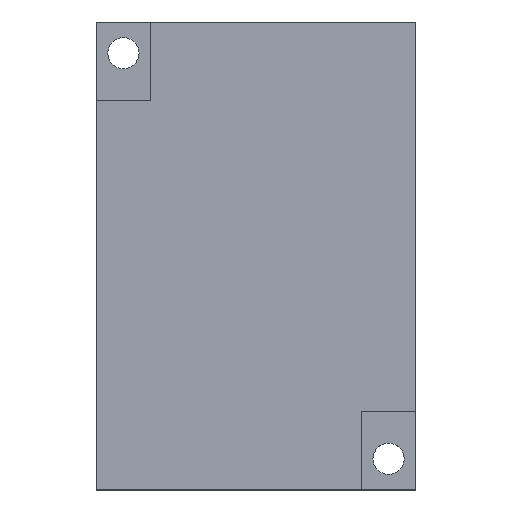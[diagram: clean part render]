
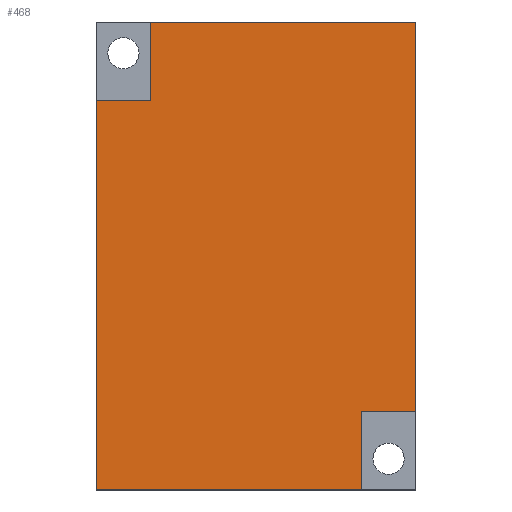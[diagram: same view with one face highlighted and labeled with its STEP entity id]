
A CAD part, top view. The second image highlights one B-rep face of the part: STEP entity #468.
In plain terms, the highlighted planar face has unit normal (0, 0, 1).
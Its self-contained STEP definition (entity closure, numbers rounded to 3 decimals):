
#3 = CARTESIAN_POINT ( 'NONE',  ( 13.513, -19.94, 7.9 ) ) ;
#13 = DIRECTION ( 'NONE',  ( 1., 0., 0. ) ) ;
#24 = ORIENTED_EDGE ( 'NONE', *, *, #183, .F. ) ;
#26 = VERTEX_POINT ( 'NONE', #427 ) ;
#28 = VECTOR ( 'NONE', #118, 1000. ) ;
#32 = ORIENTED_EDGE ( 'NONE', *, *, #72, .F. ) ;
#33 = EDGE_LOOP ( 'NONE', ( #32, #433, #410, #531, #24, #239, #237, #109 ) ) ;
#36 = PLANE ( 'NONE',  #115 ) ;
#47 = EDGE_CURVE ( 'NONE', #66, #373, #478, .T. ) ;
#59 = DIRECTION ( 'NONE',  ( 0., 0., 1. ) ) ;
#66 = VERTEX_POINT ( 'NONE', #150 ) ;
#70 = VERTEX_POINT ( 'NONE', #3 ) ;
#72 = EDGE_CURVE ( 'NONE', #70, #26, #386, .T. ) ;
#87 = CARTESIAN_POINT ( 'NONE',  ( -20.5, 30., 7.9 ) ) ;
#90 = EDGE_CURVE ( 'NONE', #521, #378, #268, .T. ) ;
#98 = CARTESIAN_POINT ( 'NONE',  ( -13.513, 30., 7.9 ) ) ;
#99 = LINE ( 'NONE', #374, #541 ) ;
#103 = CARTESIAN_POINT ( 'NONE',  ( 20.5, 30., 7.9 ) ) ;
#109 = ORIENTED_EDGE ( 'NONE', *, *, #296, .T. ) ;
#115 = AXIS2_PLACEMENT_3D ( 'NONE', #540, #59, #264 ) ;
#118 = DIRECTION ( 'NONE',  ( 0., 1., 0. ) ) ;
#130 = VECTOR ( 'NONE', #13, 1000. ) ;
#150 = CARTESIAN_POINT ( 'NONE',  ( -20.5, 19.94, 7.9 ) ) ;
#151 = LINE ( 'NONE', #208, #380 ) ;
#157 = LINE ( 'NONE', #500, #174 ) ;
#174 = VECTOR ( 'NONE', #188, 1000. ) ;
#176 = VECTOR ( 'NONE', #187, 1000. ) ;
#181 = EDGE_CURVE ( 'NONE', #378, #538, #285, .T. ) ;
#183 = EDGE_CURVE ( 'NONE', #373, #538, #499, .T. ) ;
#187 = DIRECTION ( 'NONE',  ( -1., 0., 0. ) ) ;
#188 = DIRECTION ( 'NONE',  ( 0., -1., 0. ) ) ;
#208 = CARTESIAN_POINT ( 'NONE',  ( -20.5, -30., 7.9 ) ) ;
#211 = CARTESIAN_POINT ( 'NONE',  ( 20.5, 30., 7.9 ) ) ;
#224 = FACE_OUTER_BOUND ( 'NONE', #33, .T. ) ;
#237 = ORIENTED_EDGE ( 'NONE', *, *, #389, .T. ) ;
#239 = ORIENTED_EDGE ( 'NONE', *, *, #47, .F. ) ;
#242 = DIRECTION ( 'NONE',  ( 0., -1., 0. ) ) ;
#254 = CARTESIAN_POINT ( 'NONE',  ( -20.5, 19.94, 7.9 ) ) ;
#255 = VECTOR ( 'NONE', #242, 1000. ) ;
#264 = DIRECTION ( 'NONE',  ( 1., 0., 0. ) ) ;
#268 = LINE ( 'NONE', #211, #28 ) ;
#285 = LINE ( 'NONE', #87, #176 ) ;
#286 = CARTESIAN_POINT ( 'NONE',  ( -20.5, -30., 7.9 ) ) ;
#296 = EDGE_CURVE ( 'NONE', #335, #26, #151, .T. ) ;
#319 = CARTESIAN_POINT ( 'NONE',  ( -13.513, 30., 7.9 ) ) ;
#322 = CARTESIAN_POINT ( 'NONE',  ( 13.513, -30., 7.9 ) ) ;
#323 = DIRECTION ( 'NONE',  ( -1., 0., 0. ) ) ;
#326 = CARTESIAN_POINT ( 'NONE',  ( 20.5, -19.94, 7.9 ) ) ;
#335 = VERTEX_POINT ( 'NONE', #286 ) ;
#373 = VERTEX_POINT ( 'NONE', #458 ) ;
#374 = CARTESIAN_POINT ( 'NONE',  ( 20.5, -19.94, 7.9 ) ) ;
#378 = VERTEX_POINT ( 'NONE', #103 ) ;
#380 = VECTOR ( 'NONE', #452, 1000. ) ;
#386 = LINE ( 'NONE', #322, #255 ) ;
#389 = EDGE_CURVE ( 'NONE', #66, #335, #157, .T. ) ;
#410 = ORIENTED_EDGE ( 'NONE', *, *, #90, .T. ) ;
#427 = CARTESIAN_POINT ( 'NONE',  ( 13.513, -30., 7.9 ) ) ;
#433 = ORIENTED_EDGE ( 'NONE', *, *, #487, .F. ) ;
#452 = DIRECTION ( 'NONE',  ( 1., 0., 0. ) ) ;
#458 = CARTESIAN_POINT ( 'NONE',  ( -13.513, 19.94, 7.9 ) ) ;
#468 = ADVANCED_FACE ( 'NONE', ( #224 ), #36, .T. ) ;
#478 = LINE ( 'NONE', #254, #130 ) ;
#487 = EDGE_CURVE ( 'NONE', #521, #70, #99, .T. ) ;
#489 = VECTOR ( 'NONE', #530, 1000. ) ;
#499 = LINE ( 'NONE', #319, #489 ) ;
#500 = CARTESIAN_POINT ( 'NONE',  ( -20.5, 30., 7.9 ) ) ;
#521 = VERTEX_POINT ( 'NONE', #326 ) ;
#530 = DIRECTION ( 'NONE',  ( 0., 1., 0. ) ) ;
#531 = ORIENTED_EDGE ( 'NONE', *, *, #181, .T. ) ;
#538 = VERTEX_POINT ( 'NONE', #98 ) ;
#540 = CARTESIAN_POINT ( 'NONE',  ( 0., 0., 7.9 ) ) ;
#541 = VECTOR ( 'NONE', #323, 1000. ) ;
